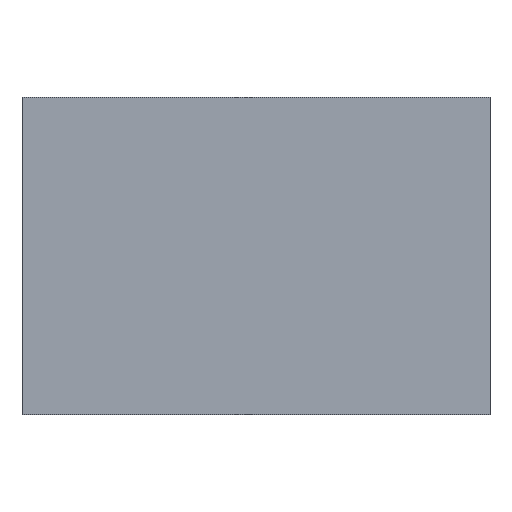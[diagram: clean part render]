
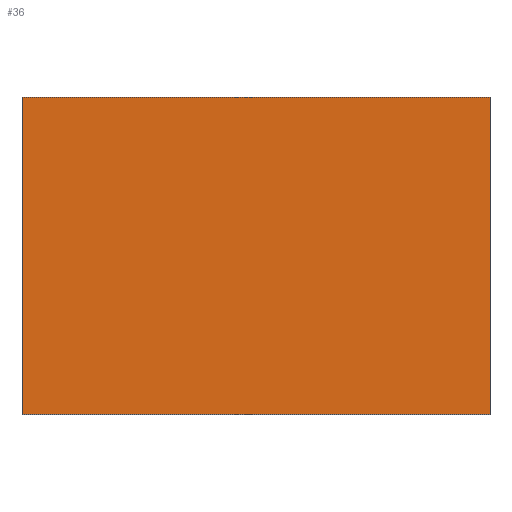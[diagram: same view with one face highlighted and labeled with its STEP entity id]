
A CAD part, top view. The second image highlights one B-rep face of the part: STEP entity #36.
In plain terms, the highlighted planar face has unit normal (0, 0, 1).
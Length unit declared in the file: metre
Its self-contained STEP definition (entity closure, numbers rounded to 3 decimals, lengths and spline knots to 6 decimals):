
#36 = ADVANCED_FACE( '', ( #68 ), #69, .T. );
#68 = FACE_OUTER_BOUND( '', #93, .T. );
#69 = PLANE( '', #94 );
#93 = EDGE_LOOP( '', ( #127, #128, #129, #130 ) );
#94 = AXIS2_PLACEMENT_3D( '', #131, #132, #133 );
#127 = ORIENTED_EDGE( '', *, *, #164, .T. );
#128 = ORIENTED_EDGE( '', *, *, #157, .T. );
#129 = ORIENTED_EDGE( '', *, *, #153, .F. );
#130 = ORIENTED_EDGE( '', *, *, #162, .F. );
#131 = CARTESIAN_POINT( '', ( -0.000082, -0.00004, 0.0008 ) );
#132 = DIRECTION( '', ( 0., 0., 1. ) );
#133 = DIRECTION( '', ( 1., 0., 0. ) );
#153 = EDGE_CURVE( '', #172, #174, #175, .T. );
#157 = EDGE_CURVE( '', #180, #174, #181, .T. );
#162 = EDGE_CURVE( '', #186, #172, #188, .T. );
#164 = EDGE_CURVE( '', #186, #180, #190, .T. );
#172 = VERTEX_POINT( '', #199 );
#174 = VERTEX_POINT( '', #202 );
#175 = LINE( '', #203, #204 );
#180 = VERTEX_POINT( '', #211 );
#181 = LINE( '', #212, #213 );
#186 = VERTEX_POINT( '', #220 );
#188 = LINE( '', #223, #224 );
#190 = LINE( '', #226, #227 );
#199 = CARTESIAN_POINT( '', ( 0.001468, -0.00109, 0.0008 ) );
#202 = CARTESIAN_POINT( '', ( -0.001632, -0.00109, 0.0008 ) );
#203 = CARTESIAN_POINT( '', ( -0.000816, -0.00109, 0.0008 ) );
#204 = VECTOR( '', #234, 1. );
#211 = CARTESIAN_POINT( '', ( -0.001632, 0.00101, 0.0008 ) );
#212 = CARTESIAN_POINT( '', ( -0.001632, 0.000758, 0.0008 ) );
#213 = VECTOR( '', #237, 1. );
#220 = CARTESIAN_POINT( '', ( 0.001468, 0.00101, 0.0008 ) );
#223 = CARTESIAN_POINT( '', ( 0.001468, -0.000545, 0.0008 ) );
#224 = VECTOR( '', #241, 1. );
#226 = CARTESIAN_POINT( '', ( -0.000816, 0.00101, 0.0008 ) );
#227 = VECTOR( '', #242, 1. );
#234 = DIRECTION( '', ( -1., 0., 0. ) );
#237 = DIRECTION( '', ( 0., -1., 0. ) );
#241 = DIRECTION( '', ( 0., -1., 0. ) );
#242 = DIRECTION( '', ( -1., 0., 0. ) );
